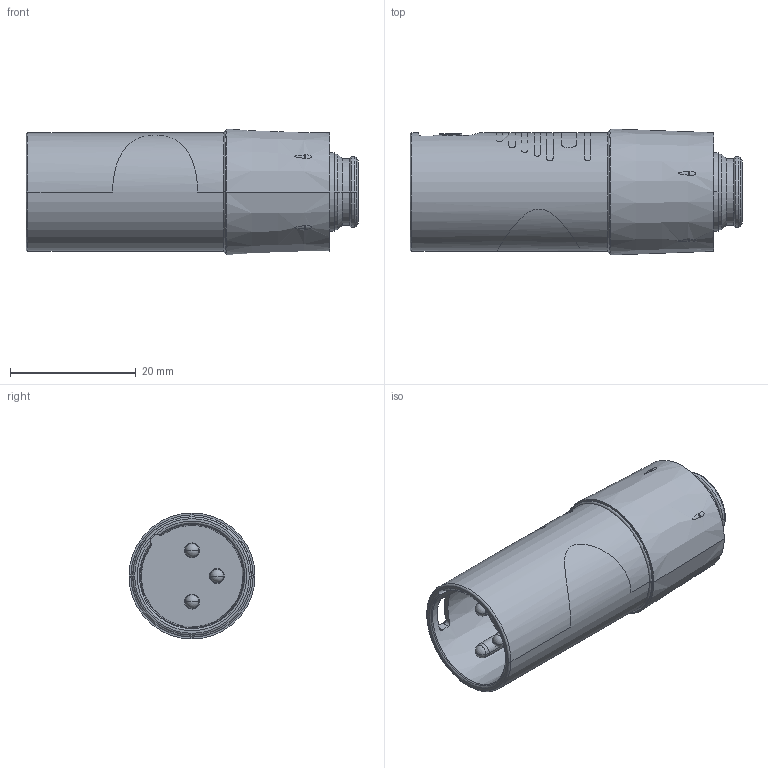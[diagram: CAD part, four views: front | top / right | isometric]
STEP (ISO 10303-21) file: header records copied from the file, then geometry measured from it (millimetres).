
FILE_DESCRIPTION((''),'2;1');
FILE_NAME('RA3MT-B','2021-04-12T',('xhp'),(''),'PRO/ENGINEER BY PARAMETRIC TECHNOLOGY CORPORATION, 2013040','PRO/ENGINEER BY PARAMETRIC TECHNOLOGY CORPORATION, 2013040','');
FILE_SCHEMA(('CONFIG_CONTROL_DESIGN'));
Length unit declared in the file: millimetre
Products named in the file (1): RA3MT-B
Bounding box: 52.7 x 20 x 20 mm (x, y, z)
Volume: 11560.2 mm3; surface area: 4516.8 mm2
Topology: 1 solids, 2 shells, 133 faces, 346 edges, 221 vertices
Faces by surface type: cylinder 36, bspline 25, plane 24, cone 24, torus 12, sphere 12
Entity records: 5245 total; most frequent: CARTESIAN_POINT 2147, ORIENTED_EDGE 668, DIRECTION 591, EDGE_CURVE 334, AXIS2_PLACEMENT_3D 247, VERTEX_POINT 221, EDGE_LOOP 151, CIRCLE 139
